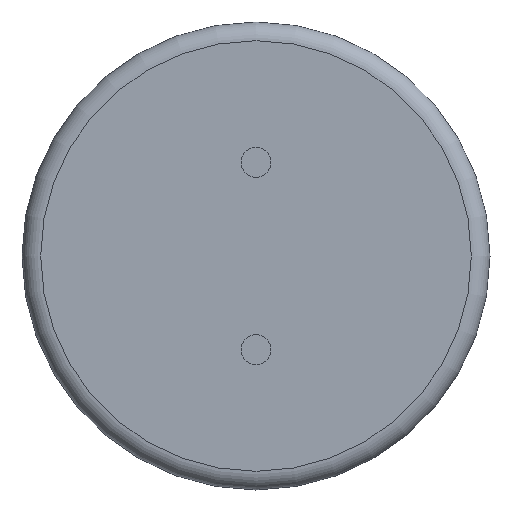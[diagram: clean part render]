
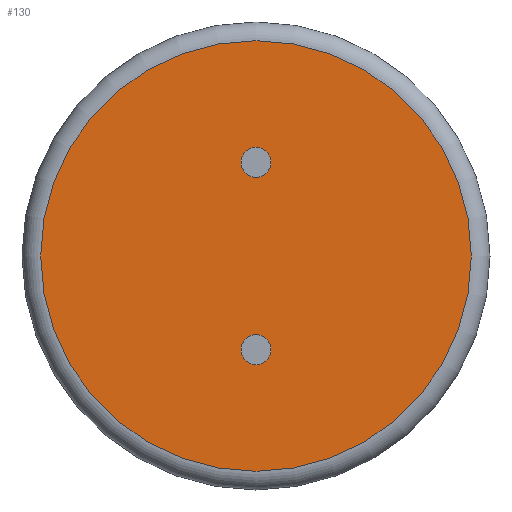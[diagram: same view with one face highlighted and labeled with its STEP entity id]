
A CAD part, front view. The second image highlights one B-rep face of the part: STEP entity #130.
In plain terms, the highlighted planar face has unit normal (0, -1, 0).
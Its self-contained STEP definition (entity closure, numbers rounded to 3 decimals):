
#14=FACE_BOUND('',#41,.T.);
#15=FACE_BOUND('',#42,.T.);
#16=PLANE('',#168);
#31=FACE_OUTER_BOUND('',#40,.T.);
#40=EDGE_LOOP('',(#97));
#41=EDGE_LOOP('',(#98));
#42=EDGE_LOOP('',(#99));
#51=CIRCLE('',#163,11.5);
#55=CIRCLE('',#169,0.8);
#56=CIRCLE('',#170,0.8);
#63=VERTEX_POINT('',#233);
#66=VERTEX_POINT('',#244);
#67=VERTEX_POINT('',#246);
#73=EDGE_CURVE('',#63,#63,#51,.T.);
#78=EDGE_CURVE('',#66,#66,#55,.T.);
#79=EDGE_CURVE('',#67,#67,#56,.T.);
#97=ORIENTED_EDGE('',*,*,#73,.F.);
#98=ORIENTED_EDGE('',*,*,#78,.T.);
#99=ORIENTED_EDGE('',*,*,#79,.T.);
#130=ADVANCED_FACE('',(#31,#14,#15),#16,.F.);
#163=AXIS2_PLACEMENT_3D('',#235,#189,#190);
#168=AXIS2_PLACEMENT_3D('',#243,#200,#201);
#169=AXIS2_PLACEMENT_3D('',#245,#202,#203);
#170=AXIS2_PLACEMENT_3D('',#247,#204,#205);
#189=DIRECTION('center_axis',(0.,1.,0.));
#190=DIRECTION('ref_axis',(1.,0.,0.));
#200=DIRECTION('center_axis',(0.,1.,0.));
#201=DIRECTION('ref_axis',(0.,0.,1.));
#202=DIRECTION('center_axis',(0.,1.,0.));
#203=DIRECTION('ref_axis',(1.,0.,0.));
#204=DIRECTION('center_axis',(0.,1.,0.));
#205=DIRECTION('ref_axis',(1.,0.,0.));
#233=CARTESIAN_POINT('',(0.,0.,-11.5));
#235=CARTESIAN_POINT('Origin',(0.,0.,0.));
#243=CARTESIAN_POINT('Origin',(0.,0.,0.));
#244=CARTESIAN_POINT('',(-0.8,0.,5.));
#245=CARTESIAN_POINT('Origin',(0.,0.,5.));
#246=CARTESIAN_POINT('',(-0.8,0.,-5.));
#247=CARTESIAN_POINT('Origin',(0.,0.,-5.));
